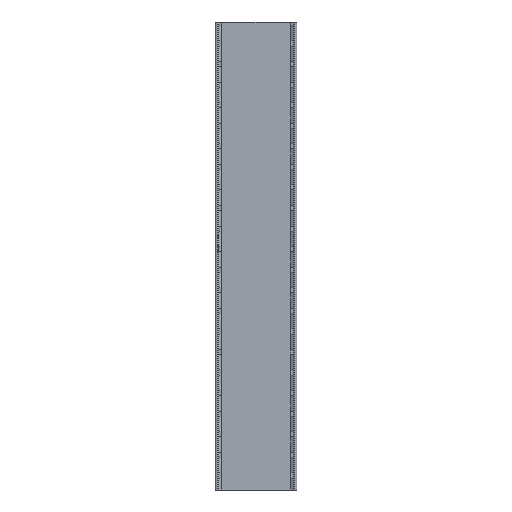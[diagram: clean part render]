
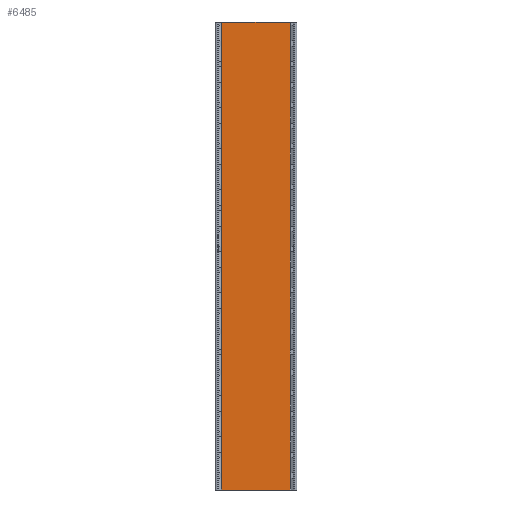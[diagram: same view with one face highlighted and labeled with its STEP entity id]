
A CAD part, front view. The second image highlights one B-rep face of the part: STEP entity #6485.
In plain terms, the highlighted planar face has unit normal (0, -1, 0).
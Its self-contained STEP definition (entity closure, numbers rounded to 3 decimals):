
#264 = LINE ( 'NONE', #2152, #18403 ) ;
#325 = EDGE_CURVE ( 'NONE', #2434, #7972, #9120, .T. ) ;
#450 = ORIENTED_EDGE ( 'NONE', *, *, #19315, .F. ) ;
#1370 = ORIENTED_EDGE ( 'NONE', *, *, #325, .T. ) ;
#1441 = CARTESIAN_POINT ( 'NONE',  ( 20., 0., 500. ) ) ;
#1697 = VECTOR ( 'NONE', #7637, 1000. ) ;
#1840 = CARTESIAN_POINT ( 'NONE',  ( 20., 0., -227. ) ) ;
#2152 = CARTESIAN_POINT ( 'NONE',  ( -20., 0., -500. ) ) ;
#2177 = CARTESIAN_POINT ( 'NONE',  ( -20., 0., 500. ) ) ;
#2434 = VERTEX_POINT ( 'NONE', #12635 ) ;
#2817 = AXIS2_PLACEMENT_3D ( 'NONE', #2177, #8231, #12795 ) ;
#3068 = CARTESIAN_POINT ( 'NONE',  ( -20., 0., 500. ) ) ;
#3370 = CARTESIAN_POINT ( 'NONE',  ( -20., 0., -227. ) ) ;
#4054 = CARTESIAN_POINT ( 'NONE',  ( 20., 0., -500. ) ) ;
#5620 = EDGE_CURVE ( 'NONE', #7972, #6602, #264, .T. ) ;
#5739 = VECTOR ( 'NONE', #7411, 1000. ) ;
#6485 = ADVANCED_FACE ( 'NONE', ( #15779 ), #15474, .F. ) ;
#6602 = VERTEX_POINT ( 'NONE', #4054 ) ;
#6728 = VECTOR ( 'NONE', #17066, 1000. ) ;
#7411 = DIRECTION ( 'NONE',  ( 0., 0., -1. ) ) ;
#7572 = CARTESIAN_POINT ( 'NONE',  ( -20., 0., -500. ) ) ;
#7637 = DIRECTION ( 'NONE',  ( 0., 0., -1. ) ) ;
#7972 = VERTEX_POINT ( 'NONE', #7572 ) ;
#8029 = LINE ( 'NONE', #3370, #6728 ) ;
#8231 = DIRECTION ( 'NONE',  ( 0., 1., 0. ) ) ;
#9120 = LINE ( 'NONE', #3068, #1697 ) ;
#9695 = DIRECTION ( 'NONE',  ( 1., 0., 0. ) ) ;
#10486 = LINE ( 'NONE', #1441, #5739 ) ;
#12635 = CARTESIAN_POINT ( 'NONE',  ( -20., 0., -227. ) ) ;
#12795 = DIRECTION ( 'NONE',  ( 0., 0., 1. ) ) ;
#13426 = EDGE_LOOP ( 'NONE', ( #18733, #1370, #18078, #450 ) ) ;
#15474 = PLANE ( 'NONE',  #2817 ) ;
#15779 = FACE_OUTER_BOUND ( 'NONE', #13426, .T. ) ;
#17066 = DIRECTION ( 'NONE',  ( 1., 0., 0. ) ) ;
#17410 = EDGE_CURVE ( 'NONE', #2434, #19426, #8029, .T. ) ;
#18078 = ORIENTED_EDGE ( 'NONE', *, *, #5620, .T. ) ;
#18403 = VECTOR ( 'NONE', #9695, 1000. ) ;
#18733 = ORIENTED_EDGE ( 'NONE', *, *, #17410, .F. ) ;
#19315 = EDGE_CURVE ( 'NONE', #19426, #6602, #10486, .T. ) ;
#19426 = VERTEX_POINT ( 'NONE', #1840 ) ;
